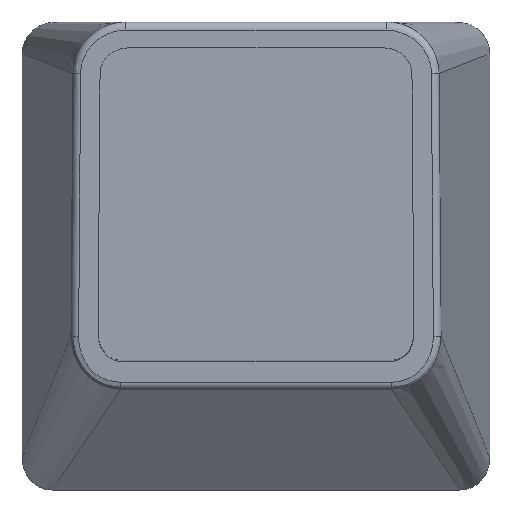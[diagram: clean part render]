
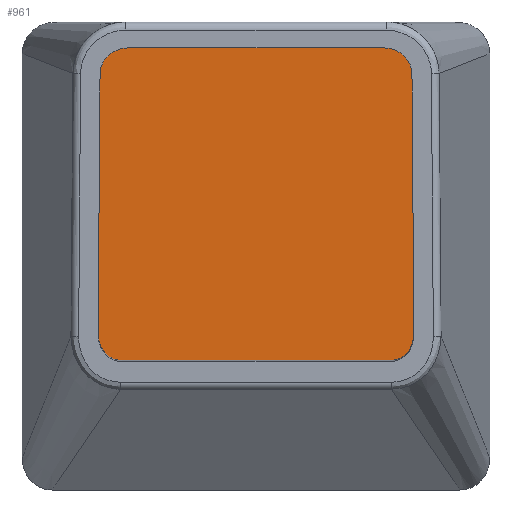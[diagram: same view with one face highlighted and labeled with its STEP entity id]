
A CAD part, top view. The second image highlights one B-rep face of the part: STEP entity #961.
In plain terms, the highlighted planar face has unit normal (0, -0.043, 0.999).
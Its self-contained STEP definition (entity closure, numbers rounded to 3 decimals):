
#45=PLANE('',#1057);
#89=B_SPLINE_CURVE_WITH_KNOTS('',3,(#1726,#1727,#1728,#1729,#1730,#1731,
#1732),.UNSPECIFIED.,.F.,.F.,(4,3,4),(-1.454,-1.225,
0.103),.UNSPECIFIED.);
#90=B_SPLINE_CURVE_WITH_KNOTS('',3,(#1753,#1754,#1755,#1756,#1757,#1758,
#1759),.UNSPECIFIED.,.F.,.F.,(4,3,4),(-3.245,-3.016,
-1.688),.UNSPECIFIED.);
#91=B_SPLINE_CURVE_WITH_KNOTS('',3,(#1780,#1781,#1782,#1783,#1784,#1785,
#1786),.UNSPECIFIED.,.F.,.F.,(4,3,4),(-3.568,-3.141,
-2.102),.UNSPECIFIED.);
#92=B_SPLINE_CURVE_WITH_KNOTS('',3,(#1805,#1806,#1807,#1808,#1809,#1810,
#1811),.UNSPECIFIED.,.F.,.F.,(4,3,4),(-1.04,-0.733,
0.426),.UNSPECIFIED.);
#151=FACE_OUTER_BOUND('',#212,.T.);
#212=EDGE_LOOP('',(#859,#860,#861,#862,#863,#864,#865,#866));
#287=LINE('',#1708,#371);
#291=LINE('',#1736,#375);
#294=LINE('',#1763,#378);
#297=LINE('',#1790,#381);
#371=VECTOR('',#1281,10.);
#375=VECTOR('',#1287,10.);
#378=VECTOR('',#1292,10.);
#381=VECTOR('',#1297,10.);
#480=VERTEX_POINT('',#1705);
#481=VERTEX_POINT('',#1707);
#482=VERTEX_POINT('',#1724);
#483=VERTEX_POINT('',#1734);
#484=VERTEX_POINT('',#1751);
#485=VERTEX_POINT('',#1761);
#486=VERTEX_POINT('',#1778);
#487=VERTEX_POINT('',#1788);
#605=EDGE_CURVE('',#480,#481,#287,.T.);
#608=EDGE_CURVE('',#482,#480,#89,.T.);
#610=EDGE_CURVE('',#483,#482,#291,.T.);
#612=EDGE_CURVE('',#484,#483,#90,.T.);
#614=EDGE_CURVE('',#485,#484,#294,.T.);
#616=EDGE_CURVE('',#486,#485,#91,.T.);
#618=EDGE_CURVE('',#487,#486,#297,.T.);
#619=EDGE_CURVE('',#481,#487,#92,.T.);
#859=ORIENTED_EDGE('',*,*,#619,.F.);
#860=ORIENTED_EDGE('',*,*,#605,.F.);
#861=ORIENTED_EDGE('',*,*,#608,.F.);
#862=ORIENTED_EDGE('',*,*,#610,.F.);
#863=ORIENTED_EDGE('',*,*,#612,.F.);
#864=ORIENTED_EDGE('',*,*,#614,.F.);
#865=ORIENTED_EDGE('',*,*,#616,.F.);
#866=ORIENTED_EDGE('',*,*,#618,.F.);
#961=ADVANCED_FACE('',(#151),#45,.T.);
#1057=AXIS2_PLACEMENT_3D('',#1812,#1298,#1299);
#1281=DIRECTION('',(0.008,-0.999,-0.043));
#1287=DIRECTION('',(1.,0.,0.));
#1292=DIRECTION('',(0.008,0.999,0.043));
#1297=DIRECTION('',(-1.,0.,0.));
#1298=DIRECTION('center_axis',(0.,-0.043,
0.999));
#1299=DIRECTION('ref_axis',(1.,0.,0.));
#1705=CARTESIAN_POINT('',(6.005,7.043,10.266));
#1707=CARTESIAN_POINT('',(6.08,-2.943,9.84));
#1708=CARTESIAN_POINT('',(6.08,-2.943,9.84));
#1724=CARTESIAN_POINT('',(4.934,8.046,10.308));
#1726=CARTESIAN_POINT('Ctrl Pts',(4.934,8.046,10.308));
#1727=CARTESIAN_POINT('Ctrl Pts',(5.019,8.046,10.308));
#1728=CARTESIAN_POINT('Ctrl Pts',(5.104,8.036,10.308));
#1729=CARTESIAN_POINT('Ctrl Pts',(5.186,8.018,10.307));
#1730=CARTESIAN_POINT('Ctrl Pts',(5.661,7.91,10.303));
#1731=CARTESIAN_POINT('Ctrl Pts',(6.002,7.483,10.284));
#1732=CARTESIAN_POINT('Ctrl Pts',(6.005,7.043,10.266));
#1734=CARTESIAN_POINT('',(-4.934,8.046,10.308));
#1736=CARTESIAN_POINT('',(4.934,8.046,10.308));
#1751=CARTESIAN_POINT('',(-6.005,7.043,10.266));
#1753=CARTESIAN_POINT('Ctrl Pts',(-6.005,7.043,10.266));
#1754=CARTESIAN_POINT('Ctrl Pts',(-6.004,7.119,10.269));
#1755=CARTESIAN_POINT('Ctrl Pts',(-5.995,7.194,10.272));
#1756=CARTESIAN_POINT('Ctrl Pts',(-5.977,7.268,10.275));
#1757=CARTESIAN_POINT('Ctrl Pts',(-5.87,7.695,10.293));
#1758=CARTESIAN_POINT('Ctrl Pts',(-5.427,8.046,10.308));
#1759=CARTESIAN_POINT('Ctrl Pts',(-4.934,8.046,10.308));
#1761=CARTESIAN_POINT('',(-6.08,-2.943,9.84));
#1763=CARTESIAN_POINT('',(-6.005,7.043,10.266));
#1778=CARTESIAN_POINT('',(-5.165,-4.025,9.794));
#1780=CARTESIAN_POINT('Ctrl Pts',(-5.165,-4.025,9.794));
#1781=CARTESIAN_POINT('Ctrl Pts',(-5.315,-4.025,9.794));
#1782=CARTESIAN_POINT('Ctrl Pts',(-5.449,-3.991,9.795));
#1783=CARTESIAN_POINT('Ctrl Pts',(-5.568,-3.929,9.798));
#1784=CARTESIAN_POINT('Ctrl Pts',(-5.857,-3.779,9.804));
#1785=CARTESIAN_POINT('Ctrl Pts',(-6.084,-3.425,9.819));
#1786=CARTESIAN_POINT('Ctrl Pts',(-6.08,-2.943,9.84));
#1788=CARTESIAN_POINT('',(5.165,-4.025,9.794));
#1790=CARTESIAN_POINT('',(-5.165,-4.025,9.794));
#1805=CARTESIAN_POINT('Ctrl Pts',(6.08,-2.943,9.84));
#1806=CARTESIAN_POINT('Ctrl Pts',(6.081,-3.086,9.834));
#1807=CARTESIAN_POINT('Ctrl Pts',(6.062,-3.22,9.828));
#1808=CARTESIAN_POINT('Ctrl Pts',(6.026,-3.34,9.823));
#1809=CARTESIAN_POINT('Ctrl Pts',(5.891,-3.795,9.803));
#1810=CARTESIAN_POINT('Ctrl Pts',(5.573,-4.025,9.794));
#1811=CARTESIAN_POINT('Ctrl Pts',(5.165,-4.025,9.794));
#1812=CARTESIAN_POINT('Origin',(-0.001,2.01,10.051));
